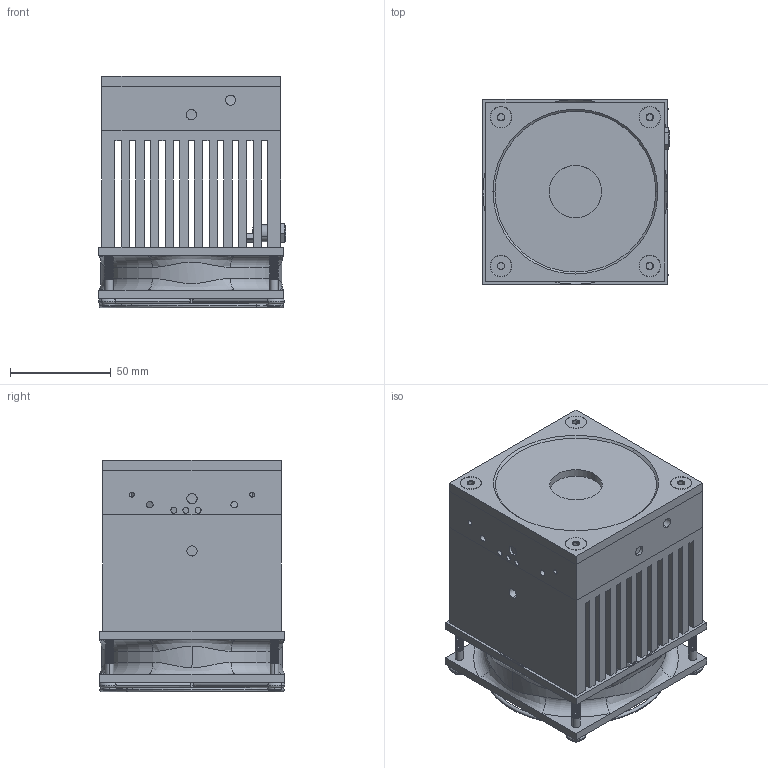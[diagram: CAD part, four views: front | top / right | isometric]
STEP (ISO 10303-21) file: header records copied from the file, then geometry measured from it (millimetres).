
FILE_DESCRIPTION (( 'STEP AP214' ), '1' );
FILE_NAME ('SK-9668 UP25N-250F-H12.STEP', '2017-12-05T20:22:20', ( '' ), ( '' ), 'SwSTEP 2.0', 'SolidWorks 2016', '' );
FILE_SCHEMA (( 'AUTOMOTIVE_DESIGN' ));
Length unit declared in the file: millimetre
Products named in the file (1): SK-9668 UP25N-250F-H12
Bounding box: 92.99 x 92.38 x 115.25 mm (x, y, z)
Volume: 567362.6 mm3; surface area: 240213.5 mm2
Topology: 16 solids, 16 shells, 1767 faces, 4933 edges, 3212 vertices
Faces by surface type: cylinder 1210, plane 252, cone 183, bspline 72, torus 50
Entity records: 109281 total; most frequent: CARTESIAN_POINT 50605, ORIENTED_EDGE 9850, DIRECTION 6561, EDGE_CURVE 4925, VERTEX_POINT 3212, AXIS2_PLACEMENT_3D 2364, EDGE_LOOP 1937, VECTOR 1833
